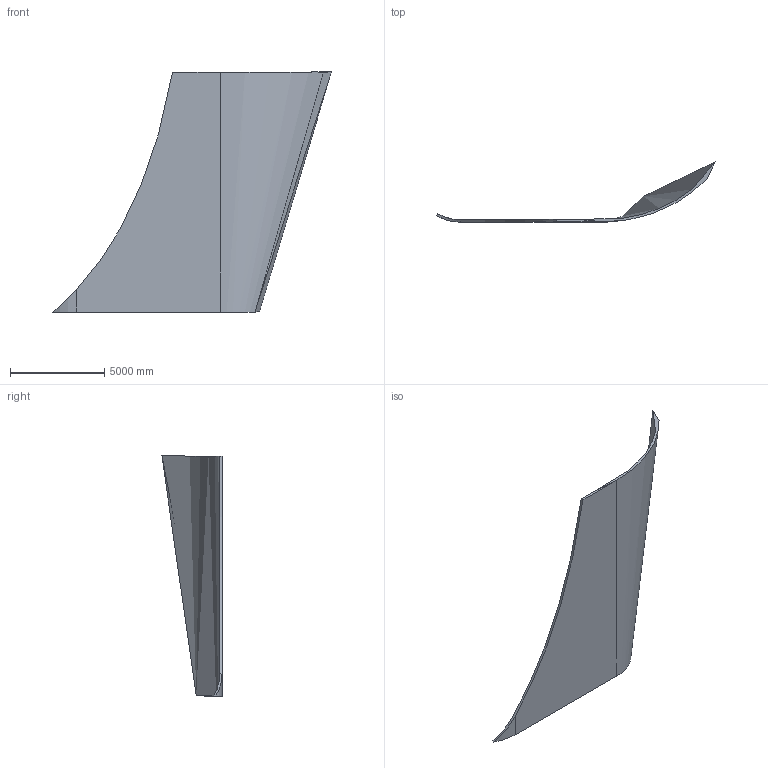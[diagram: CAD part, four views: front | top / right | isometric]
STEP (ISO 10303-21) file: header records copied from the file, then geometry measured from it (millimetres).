
FILE_DESCRIPTION(('produced by SPATIAL CORP'),'2;1');
FILE_NAME('ply.prt.hh.sat.stp', '2002-04-19T13:53:24+00:00',('SPATIAL CORP'),('SPATIAL CORP'), 'ACIS STEP Husk','http://www.spatial.com','SPATIAL CORP');
FILE_SCHEMA(('CONFIG_CONTROL_DESIGN'));
Length unit declared in the file: millimetre
Products named in the file (1): PRODUCT_ID_1
Bounding box: 14766.13 x 3181.5 x 12720.37 mm (x, y, z)
Volume: 12448590150.3 mm3; surface area: 228643785.7 mm2
Topology: 1 solids, 1 shells, 14 faces, 28 edges, 16 vertices
Faces by surface type: plane 6, bspline 6, cylinder 2
Entity records: 815 total; most frequent: CARTESIAN_POINT 504, ORIENTED_EDGE 56, DIRECTION 30, EDGE_CURVE 28, VERTEX_POINT 16, EDGE_LOOP 14, FACE_BOUND 14, ADVANCED_FACE 14
